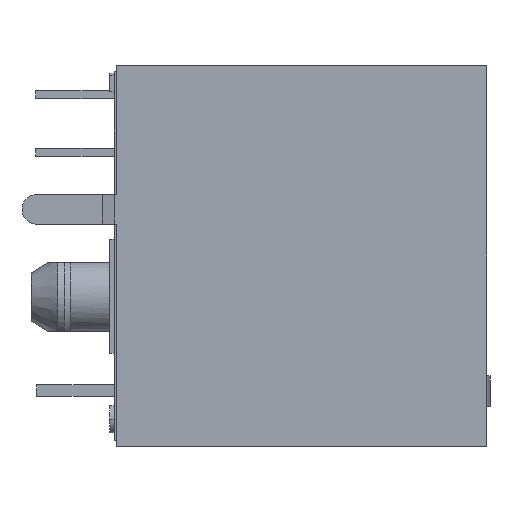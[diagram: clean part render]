
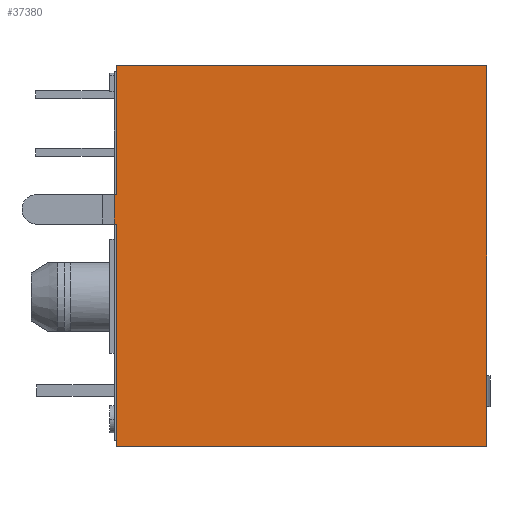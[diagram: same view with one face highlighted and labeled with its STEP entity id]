
A CAD part, left-side view. The second image highlights one B-rep face of the part: STEP entity #37380.
In plain terms, the highlighted face is planar.
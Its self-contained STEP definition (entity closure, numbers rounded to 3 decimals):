
#36670=CARTESIAN_POINT('',(15.678,-1.083,
-19.159));
#36680=DIRECTION('',(1.,0.,0.));
#36690=DIRECTION('',(0.,-1.,0.));
#36700=AXIS2_PLACEMENT_3D('',#36670,#36680,#36690);
#36710=PLANE('',#36700);
#36720=CARTESIAN_POINT('',(15.678,-0.749,-11.557));
#36730=DIRECTION('',(0.,0.,-1.));
#36740=VECTOR('',#36730,1.);
#36750=LINE('',#36720,#36740);
#36760=CARTESIAN_POINT('',(15.678,-0.749,
1.701));
#36770=VERTEX_POINT('',#36760);
#36780=CARTESIAN_POINT('',(15.678,-0.749,
-14.549));
#36790=VERTEX_POINT('',#36780);
#36800=EDGE_CURVE('',#36770,#36790,#36750,.T.);
#36810=ORIENTED_EDGE('',*,*,#36800,.T.);
#36820=CARTESIAN_POINT('',(15.678,10.27,
1.701));
#36830=DIRECTION('',(0.,-1.,0.));
#36840=VECTOR('',#36830,1.);
#36850=LINE('',#36820,#36840);
#36860=CARTESIAN_POINT('',(15.678,15.951,
1.701));
#36870=VERTEX_POINT('',#36860);
#36880=EDGE_CURVE('',#36870,#36770,#36850,.T.);
#36890=ORIENTED_EDGE('',*,*,#36880,.T.);
#36900=CARTESIAN_POINT('',(15.678,15.951,-11.557));
#36910=DIRECTION('',(0.,0.,-1.));
#36920=VECTOR('',#36910,1.);
#36930=LINE('',#36900,#36920);
#36940=CARTESIAN_POINT('',(15.678,15.951,
-14.549));
#36950=VERTEX_POINT('',#36940);
#36960=EDGE_CURVE('',#36870,#36950,#36930,.T.);
#36970=ORIENTED_EDGE('',*,*,#36960,.F.);
#36980=CARTESIAN_POINT('',(15.678,10.27,
-14.549));
#36990=DIRECTION('',(0.,1.,0.));
#37000=VECTOR('',#36990,1.);
#37010=LINE('',#36980,#37000);
#37020=CARTESIAN_POINT('',(15.678,6.201,
-14.549));
#37030=VERTEX_POINT('',#37020);
#37040=EDGE_CURVE('',#37030,#36950,#37010,.T.);
#37050=ORIENTED_EDGE('',*,*,#37040,.T.);
#37060=CARTESIAN_POINT('',(15.678,6.201,-11.557));
#37070=DIRECTION('',(0.,0.,1.));
#37080=VECTOR('',#37070,1.);
#37090=LINE('',#37060,#37080);
#37100=CARTESIAN_POINT('',(15.678,6.201,
-14.649));
#37110=VERTEX_POINT('',#37100);
#37120=EDGE_CURVE('',#37110,#37030,#37090,.T.);
#37130=ORIENTED_EDGE('',*,*,#37120,.T.);
#37140=CARTESIAN_POINT('',(15.678,10.27,
-14.649));
#37150=DIRECTION('',(0.,-1.,0.));
#37160=VECTOR('',#37150,1.);
#37170=LINE('',#37140,#37160);
#37180=CARTESIAN_POINT('',(15.678,4.901,
-14.649));
#37190=VERTEX_POINT('',#37180);
#37200=EDGE_CURVE('',#37110,#37190,#37170,.T.);
#37210=ORIENTED_EDGE('',*,*,#37200,.F.);
#37220=CARTESIAN_POINT('',(15.678,4.901,-11.557));
#37230=DIRECTION('',(0.,0.,-1.));
#37240=VECTOR('',#37230,1.);
#37250=LINE('',#37220,#37240);
#37260=CARTESIAN_POINT('',(15.678,4.901,
-14.549));
#37270=VERTEX_POINT('',#37260);
#37280=EDGE_CURVE('',#37270,#37190,#37250,.T.);
#37290=ORIENTED_EDGE('',*,*,#37280,.T.);
#37300=CARTESIAN_POINT('',(15.678,10.27,
-14.549));
#37310=DIRECTION('',(0.,1.,0.));
#37320=VECTOR('',#37310,1.);
#37330=LINE('',#37300,#37320);
#37340=EDGE_CURVE('',#36790,#37270,#37330,.T.);
#37350=ORIENTED_EDGE('',*,*,#37340,.T.);
#37360=EDGE_LOOP('',(#37350,#37290,#37210,#37130,#37050,#36970,#36890,
#36810));
#37370=FACE_OUTER_BOUND('',#37360,.T.);
#37380=ADVANCED_FACE('',(#37370),#36710,.T.);
